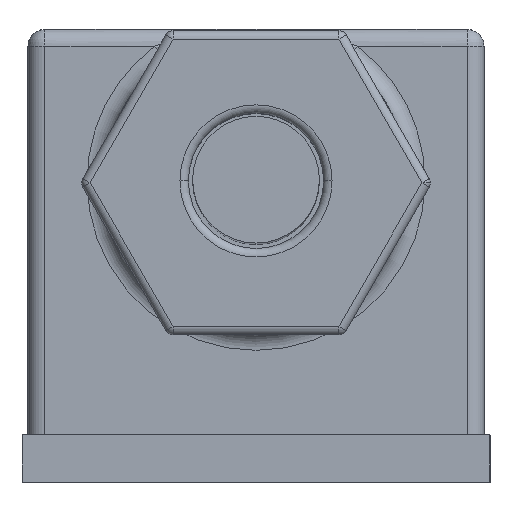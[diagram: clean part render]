
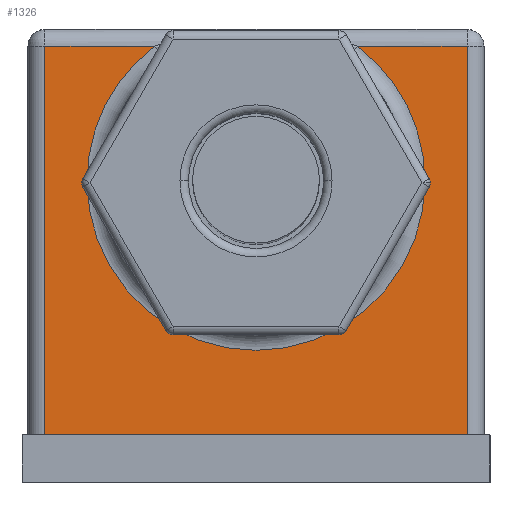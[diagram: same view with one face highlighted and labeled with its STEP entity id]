
A CAD part, top view. The second image highlights one B-rep face of the part: STEP entity #1326.
In plain terms, the highlighted planar face has unit normal (0, 0, 1).
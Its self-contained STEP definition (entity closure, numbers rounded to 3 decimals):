
#44 = ORIENTED_EDGE ( 'NONE', *, *, #268, .T. ) ;
#50 = CARTESIAN_POINT ( 'NONE',  ( 19.5, 23., 0. ) ) ;
#69 = CARTESIAN_POINT ( 'NONE',  ( 1., 0., 0. ) ) ;
#97 = CIRCLE ( 'NONE', #1601, 10. ) ;
#130 = ORIENTED_EDGE ( 'NONE', *, *, #1073, .T. ) ;
#151 = EDGE_CURVE ( 'NONE', #1953, #2567, #832, .T. ) ;
#166 = DIRECTION ( 'NONE',  ( 0., 0., -1. ) ) ;
#186 = ORIENTED_EDGE ( 'NONE', *, *, #1714, .T. ) ;
#227 = DIRECTION ( 'NONE',  ( 0., 0., -1. ) ) ;
#262 = CARTESIAN_POINT ( 'NONE',  ( 1., 23., 0. ) ) ;
#268 = EDGE_CURVE ( 'NONE', #2337, #2523, #925, .T. ) ;
#344 = CARTESIAN_POINT ( 'NONE',  ( 0., 23., 0. ) ) ;
#367 = VERTEX_POINT ( 'NONE', #262 ) ;
#497 = AXIS2_PLACEMENT_3D ( 'NONE', #3045, #227, #2833 ) ;
#783 = VERTEX_POINT ( 'NONE', #2726 ) ;
#832 = CIRCLE ( 'NONE', #1928, 10. ) ;
#887 = AXIS2_PLACEMENT_3D ( 'NONE', #1779, #2516, #2490 ) ;
#924 = CARTESIAN_POINT ( 'NONE',  ( 0., 0., 0. ) ) ;
#925 = CIRCLE ( 'NONE', #497, 10. ) ;
#931 = CARTESIAN_POINT ( 'NONE',  ( 26., 0., 0. ) ) ;
#953 = VECTOR ( 'NONE', #1104, 1000. ) ;
#1042 = ORIENTED_EDGE ( 'NONE', *, *, #151, .T. ) ;
#1062 = VECTOR ( 'NONE', #2397, 1000. ) ;
#1073 = EDGE_CURVE ( 'NONE', #1794, #2240, #1701, .T. ) ;
#1104 = DIRECTION ( 'NONE',  ( 0., -1., 0. ) ) ;
#1326 = ADVANCED_FACE ( 'NONE', ( #2742 ), #1799, .F. ) ;
#1356 = EDGE_CURVE ( 'NONE', #783, #2337, #2220, .T. ) ;
#1368 = DIRECTION ( 'NONE',  ( -1., 0., 0. ) ) ;
#1467 = VECTOR ( 'NONE', #2105, 1000. ) ;
#1581 = DIRECTION ( 'NONE',  ( -1., 0., 0. ) ) ;
#1601 = AXIS2_PLACEMENT_3D ( 'NONE', #2482, #2129, #2562 ) ;
#1606 = ORIENTED_EDGE ( 'NONE', *, *, #1637, .T. ) ;
#1637 = EDGE_CURVE ( 'NONE', #367, #1794, #2807, .T. ) ;
#1671 = ORIENTED_EDGE ( 'NONE', *, *, #2554, .T. ) ;
#1701 = LINE ( 'NONE', #924, #1062 ) ;
#1714 = EDGE_CURVE ( 'NONE', #2523, #1953, #97, .T. ) ;
#1779 = CARTESIAN_POINT ( 'NONE',  ( 0., 24., 0. ) ) ;
#1794 = VERTEX_POINT ( 'NONE', #69 ) ;
#1799 = PLANE ( 'NONE',  #887 ) ;
#1836 = ORIENTED_EDGE ( 'NONE', *, *, #1356, .T. ) ;
#1901 = ORIENTED_EDGE ( 'NONE', *, *, #2249, .T. ) ;
#1928 = AXIS2_PLACEMENT_3D ( 'NONE', #2735, #166, #1368 ) ;
#1953 = VERTEX_POINT ( 'NONE', #2993 ) ;
#1997 = LINE ( 'NONE', #2343, #1467 ) ;
#2060 = CARTESIAN_POINT ( 'NONE',  ( 26., 24., 0. ) ) ;
#2105 = DIRECTION ( 'NONE',  ( -1., 0., 0. ) ) ;
#2116 = CARTESIAN_POINT ( 'NONE',  ( 23.5, 15., 0. ) ) ;
#2129 = DIRECTION ( 'NONE',  ( 0., 0., -1. ) ) ;
#2220 = LINE ( 'NONE', #344, #2776 ) ;
#2240 = VERTEX_POINT ( 'NONE', #931 ) ;
#2249 = EDGE_CURVE ( 'NONE', #2240, #783, #2767, .T. ) ;
#2294 = CARTESIAN_POINT ( 'NONE',  ( 1., 24., 0. ) ) ;
#2328 = CARTESIAN_POINT ( 'NONE',  ( 7.5, 23., 0. ) ) ;
#2337 = VERTEX_POINT ( 'NONE', #50 ) ;
#2343 = CARTESIAN_POINT ( 'NONE',  ( 0., 23., 0. ) ) ;
#2397 = DIRECTION ( 'NONE',  ( 1., 0., 0. ) ) ;
#2482 = CARTESIAN_POINT ( 'NONE',  ( 13.5, 15., 0. ) ) ;
#2490 = DIRECTION ( 'NONE',  ( -1., 0., 0. ) ) ;
#2516 = DIRECTION ( 'NONE',  ( 0., 0., -1. ) ) ;
#2523 = VERTEX_POINT ( 'NONE', #2116 ) ;
#2554 = EDGE_CURVE ( 'NONE', #2567, #367, #1997, .T. ) ;
#2562 = DIRECTION ( 'NONE',  ( -1., 0., 0. ) ) ;
#2567 = VERTEX_POINT ( 'NONE', #2328 ) ;
#2726 = CARTESIAN_POINT ( 'NONE',  ( 26., 23., 0. ) ) ;
#2735 = CARTESIAN_POINT ( 'NONE',  ( 13.5, 15., 0. ) ) ;
#2742 = FACE_OUTER_BOUND ( 'NONE', #2778, .T. ) ;
#2767 = LINE ( 'NONE', #2060, #3047 ) ;
#2776 = VECTOR ( 'NONE', #1581, 1000. ) ;
#2778 = EDGE_LOOP ( 'NONE', ( #1836, #44, #186, #1042, #1671, #1606, #130, #1901 ) ) ;
#2807 = LINE ( 'NONE', #2294, #953 ) ;
#2829 = DIRECTION ( 'NONE',  ( 0., 1., 0. ) ) ;
#2833 = DIRECTION ( 'NONE',  ( -1., 0., 0. ) ) ;
#2993 = CARTESIAN_POINT ( 'NONE',  ( 3.5, 15., 0. ) ) ;
#3045 = CARTESIAN_POINT ( 'NONE',  ( 13.5, 15., 0. ) ) ;
#3047 = VECTOR ( 'NONE', #2829, 1000. ) ;
